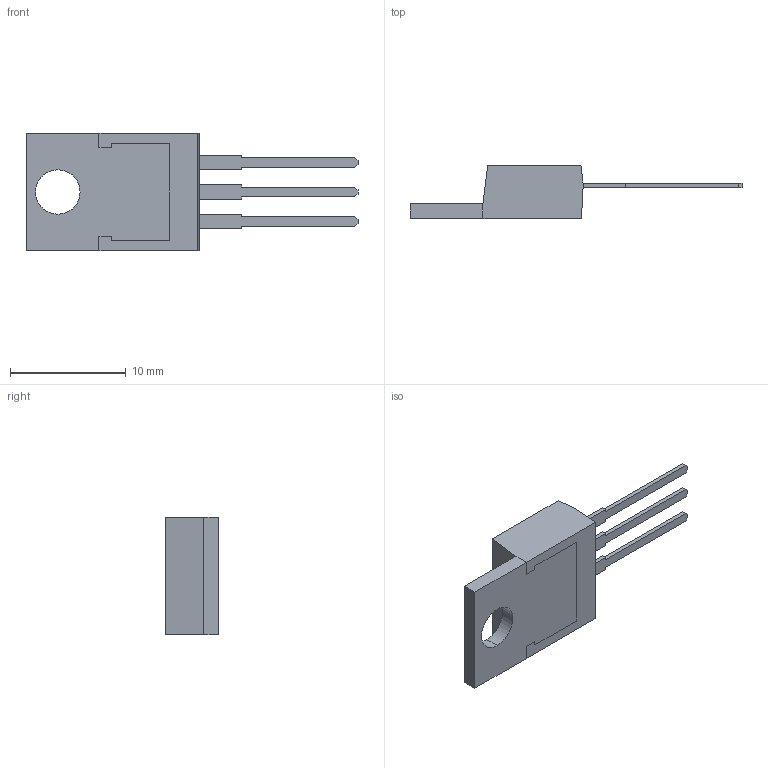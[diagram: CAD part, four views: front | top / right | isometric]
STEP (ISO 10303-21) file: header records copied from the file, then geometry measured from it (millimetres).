
FILE_DESCRIPTION((''),'2;1');
FILE_NAME('T03B_ASM','2010-04-21T',('CKXSSC'),(''),'PRO/ENGINEER BY PARAMETRIC TECHNOLOGY CORPORATION, 2009060','PRO/ENGINEER BY PARAMETRIC TECHNOLOGY CORPORATION, 2009060','');
FILE_SCHEMA(('AUTOMOTIVE_DESIGN_CC2 { 1 2 10303 214 -1 1 5 2 }'));
Length unit declared in the file: inch
Products named in the file (4): T03B_BODY; T03B_LEAD; T03B_HS; T03B_ASM
Assembly tree (5 placements, depth 2):
  T03B_ASM
    T03B_BODY
    T03B_LEAD  x3
    T03B_HS
Bounding box: 28.65 x 4.57 x 10.16 mm (x, y, z)
Volume: 472 mm3; surface area: 746.2 mm2
Topology: 5 solids, 5 shells, 73 faces, 184 edges, 122 vertices
Faces by surface type: plane 69, cylinder 4
Entity records: 1953 total; most frequent: CARTESIAN_POINT 264, DIRECTION 248, ORIENTED_EDGE 248, PRESENTATION_STYLE_ASSIGNMENT 127, STYLED_ITEM 127, CURVE_STYLE 124, EDGE_CURVE 124, VECTOR 116
